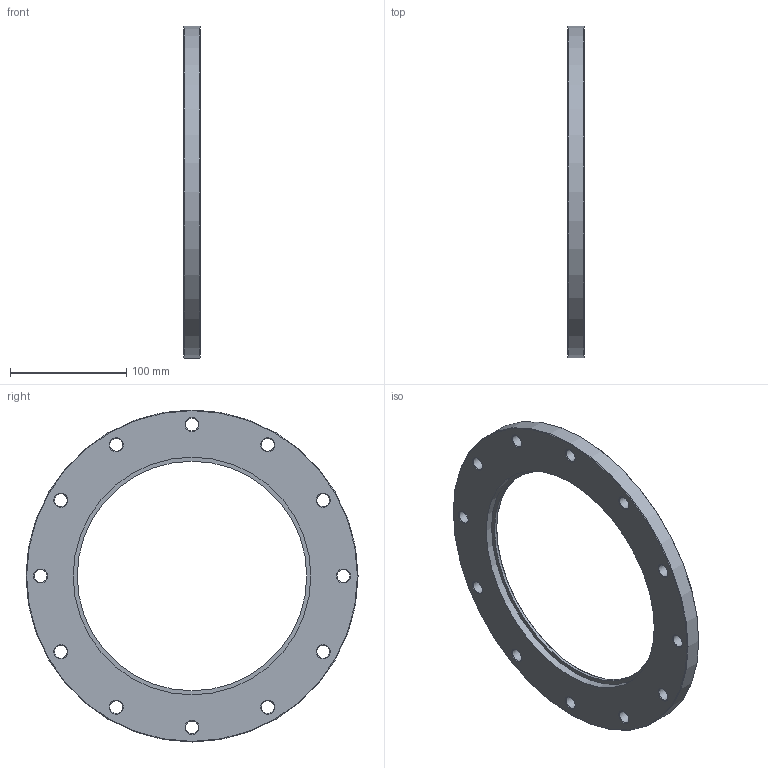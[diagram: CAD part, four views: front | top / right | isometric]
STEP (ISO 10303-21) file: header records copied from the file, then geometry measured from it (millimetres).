
FILE_DESCRIPTION(/* description */ (''),/* implementation_level */ '2;1');
FILE_NAME(/* name */ 'FL-200LFB-W.stp',/* time_stamp */ '2018-07-12T09:58:02+01:00',/* author */ ('paul'),/* organization */ (''),/* preprocessor_version */ 'ST-DEVELOPER v17',/* originating_system */ 'Autodesk Inventor 2019',/* authorisation */ '');
FILE_SCHEMA (('AUTOMOTIVE_DESIGN { 1 0 10303 214 3 1 1 }'));
Length unit declared in the file: millimetre
Products named in the file (1): FL-200LFB-W
Bounding box: 14 x 285 x 285 mm (x, y, z)
Volume: 412558 mm3; surface area: 90640.1 mm2
Topology: 1 solids, 1 shells, 49 faces, 129 edges, 84 vertices
Faces by surface type: cone 26, cylinder 16, plane 4, torus 3
Full cylindrical faces by diameter (mm): 11 x12, 197 x1, 204 x1, 213 x1, 285 x1
Entity records: 1653 total; most frequent: DIRECTION 316, CARTESIAN_POINT 263, ORIENTED_EDGE 258, AXIS2_PLACEMENT_3D 137, EDGE_CURVE 129, CIRCLE 87, VERTEX_POINT 84, EDGE_LOOP 77
